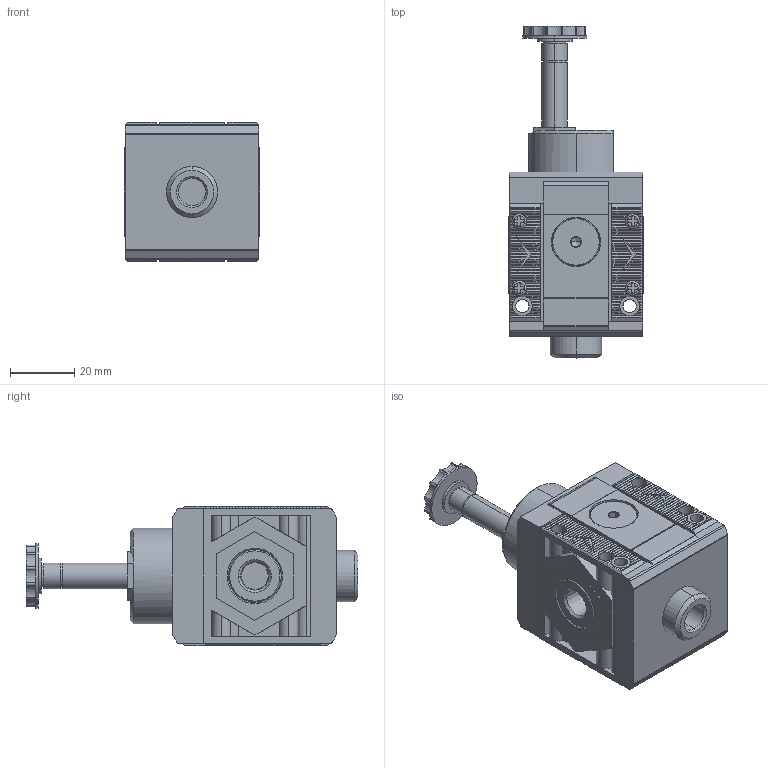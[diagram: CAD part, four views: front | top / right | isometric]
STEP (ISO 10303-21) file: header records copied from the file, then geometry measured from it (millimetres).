
FILE_DESCRIPTION (( 'STEP AP203' ), '1' );
FILE_NAME ('5U11V701.step', '2023-05-17T15:09:00', ( '' ), ( '' ), 'SwSTEP 2.0', 'SolidWorks 2021', '' );
FILE_SCHEMA (( 'CONFIG_CONTROL_DESIGN' ));
Length unit declared in the file: inch
Products named in the file (1): 5U11V701
Bounding box: 42.2 x 103.65 x 43.6 mm (x, y, z)
Volume: 99464.6 mm3; surface area: 35315.2 mm2
Topology: 13 solids, 13 shells, 1182 faces, 3099 edges, 1979 vertices
Faces by surface type: plane 809, cylinder 236, cone 101, bspline 36
Entity records: 37449 total; most frequent: CARTESIAN_POINT 8887, ORIENTED_EDGE 6182, DIRECTION 5640, EDGE_CURVE 3091, LINE 2184, VECTOR 2184, VERTEX_POINT 1979, AXIS2_PLACEMENT_3D 1728
